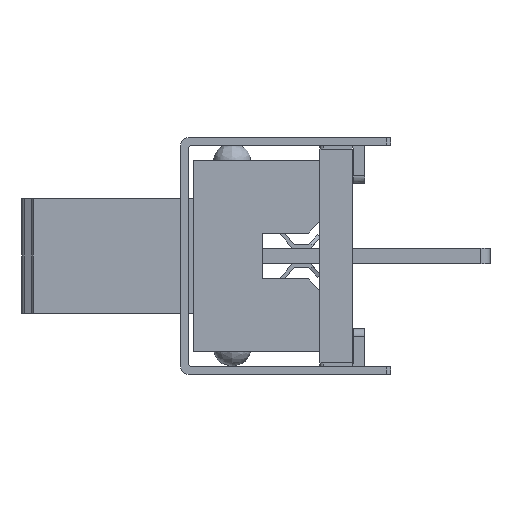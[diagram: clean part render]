
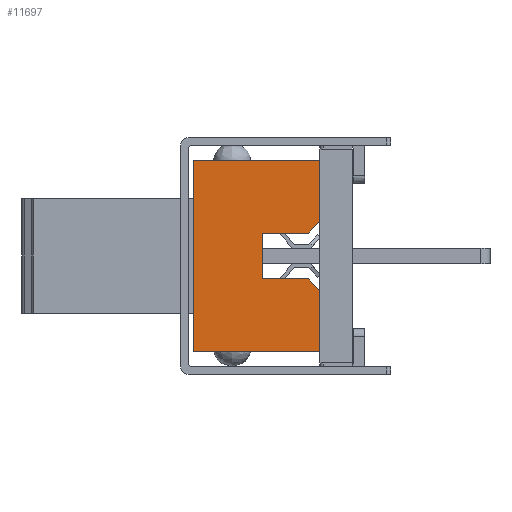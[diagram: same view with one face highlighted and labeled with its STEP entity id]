
A CAD part, left-side view. The second image highlights one B-rep face of the part: STEP entity #11697.
In plain terms, the highlighted planar face has unit normal (-1, 0, 0).
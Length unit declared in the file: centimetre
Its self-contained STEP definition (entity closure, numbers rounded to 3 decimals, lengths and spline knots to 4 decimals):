
#2134 = LINE ( 'NONE', #2135, #13284 ) ;
#2135 = CARTESIAN_POINT ( 'NONE',  ( -0.515, 0.085, 0. ) ) ;
#2136 = DIRECTION ( 'NONE',  ( 0., 0., 1. ) ) ;
#2633 = LINE ( 'NONE', #2634, #13740 ) ;
#2634 = CARTESIAN_POINT ( 'NONE',  ( -0.515, 0.085, 0. ) ) ;
#2635 = DIRECTION ( 'NONE',  ( 0., 0., 1. ) ) ;
#3668 = CARTESIAN_POINT ( 'NONE',  ( -0.515, 0.415, -0.25 ) ) ;
#3705 = CARTESIAN_POINT ( 'NONE',  ( -0.515, 0.235, 0.06 ) ) ;
#3801 = CARTESIAN_POINT ( 'NONE',  ( -0.515, 0.085, 0.09 ) ) ;
#3845 = CARTESIAN_POINT ( 'NONE',  ( -0.515, 0.115, 0.06 ) ) ;
#3924 = CARTESIAN_POINT ( 'NONE',  ( -0.515, 0.235, -0.06 ) ) ;
#3925 = CARTESIAN_POINT ( 'NONE',  ( -0.515, 0.115, -0.06 ) ) ;
#3966 = CARTESIAN_POINT ( 'NONE',  ( -0.515, 0.085, 0.25 ) ) ;
#3973 = CARTESIAN_POINT ( 'NONE',  ( -0.515, 0.415, 0.25 ) ) ;
#4547 = CARTESIAN_POINT ( 'NONE',  ( -0.515, 0.085, -0.09 ) ) ;
#4561 = CARTESIAN_POINT ( 'NONE',  ( -0.515, 0.085, -0.25 ) ) ;
#4704 = LINE ( 'NONE', #4705, #9312 ) ;
#4705 = CARTESIAN_POINT ( 'NONE',  ( -0.515, 0.085, 0.06 ) ) ;
#4706 = DIRECTION ( 'NONE',  ( 0., -1., 0. ) ) ;
#4728 = LINE ( 'NONE', #4729, #9320 ) ;
#4729 = CARTESIAN_POINT ( 'NONE',  ( -0.515, 0.1, -0.075 ) ) ;
#4730 = DIRECTION ( 'NONE',  ( 0., -0.707, -0.707 ) ) ;
#4767 = LINE ( 'NONE', #4768, #9348 ) ;
#4768 = CARTESIAN_POINT ( 'NONE',  ( -0.515, 0.1, 0.075 ) ) ;
#4769 = DIRECTION ( 'NONE',  ( 0., 0.707, -0.707 ) ) ;
#4833 = LINE ( 'NONE', #4834, #9371 ) ;
#4834 = CARTESIAN_POINT ( 'NONE',  ( -0.515, 0.085, 0.25 ) ) ;
#4835 = DIRECTION ( 'NONE',  ( 0., -1., 0. ) ) ;
#4842 = LINE ( 'NONE', #4843, #9374 ) ;
#4843 = CARTESIAN_POINT ( 'NONE',  ( -0.515, 0.415, 0. ) ) ;
#4844 = DIRECTION ( 'NONE',  ( 0., 0., 1. ) ) ;
#4851 = LINE ( 'NONE', #4852, #9377 ) ;
#4852 = CARTESIAN_POINT ( 'NONE',  ( -0.515, 0.085, -0.25 ) ) ;
#4853 = DIRECTION ( 'NONE',  ( 0., -1., 0. ) ) ;
#4887 = LINE ( 'NONE', #4888, #15075 ) ;
#4888 = CARTESIAN_POINT ( 'NONE',  ( -0.515, 0.085, -0.06 ) ) ;
#4889 = DIRECTION ( 'NONE',  ( 0., 1., 0. ) ) ;
#5180 = PLANE ( 'NONE',  #9905 ) ;
#5181 = CARTESIAN_POINT ( 'NONE',  ( -0.515, 0.085, 0. ) ) ;
#5182 = DIRECTION ( 'NONE',  ( -1., 0., 0. ) ) ;
#5183 = DIRECTION ( 'NONE',  ( 0., 0., 1. ) ) ;
#5993 = LINE ( 'NONE', #5994, #15064 ) ;
#5994 = CARTESIAN_POINT ( 'NONE',  ( -0.515, 0.235, 0. ) ) ;
#5995 = DIRECTION ( 'NONE',  ( 0., 0., 1. ) ) ;
#9312 = VECTOR ( 'NONE', #4706, 100. ) ;
#9320 = VECTOR ( 'NONE', #4730, 100. ) ;
#9348 = VECTOR ( 'NONE', #4769, 100. ) ;
#9371 = VECTOR ( 'NONE', #4835, 100. ) ;
#9374 = VECTOR ( 'NONE', #4844, 100. ) ;
#9377 = VECTOR ( 'NONE', #4853, 100. ) ;
#9905 = AXIS2_PLACEMENT_3D ( 'NONE', #5181, #5182, #5183 ) ;
#9911 = FACE_OUTER_BOUND ( 'NONE', #10225, .T. ) ;
#10225 = EDGE_LOOP ( 'NONE', ( #14488, #14396, #14255, #14494, #14531, #14349, #14422, #14502, #14400, #14493 ) ) ;
#11565 = EDGE_CURVE ( 'NONE', #13832, #15164, #2633, .T. ) ;
#11608 = EDGE_CURVE ( 'NONE', #13383, #13356, #2134, .T. ) ;
#11697 = ADVANCED_FACE ( 'NONE', ( #9911 ), #5180, .T. ) ;
#12557 = EDGE_CURVE ( 'NONE', #15122, #13482, #5993, .T. ) ;
#12568 = EDGE_CURVE ( 'NONE', #15123, #15122, #4887, .T. ) ;
#12660 = EDGE_CURVE ( 'NONE', #13482, #13876, #4704, .T. ) ;
#12668 = EDGE_CURVE ( 'NONE', #15123, #13356, #4728, .T. ) ;
#12681 = EDGE_CURVE ( 'NONE', #13832, #13876, #4767, .T. ) ;
#12703 = EDGE_CURVE ( 'NONE', #15171, #15164, #4833, .T. ) ;
#12706 = EDGE_CURVE ( 'NONE', #13418, #15171, #4842, .T. ) ;
#12709 = EDGE_CURVE ( 'NONE', #13418, #13383, #4851, .T. ) ;
#13284 = VECTOR ( 'NONE', #2136, 100. ) ;
#13356 = VERTEX_POINT ( 'NONE', #4547 ) ;
#13383 = VERTEX_POINT ( 'NONE', #4561 ) ;
#13418 = VERTEX_POINT ( 'NONE', #3668 ) ;
#13482 = VERTEX_POINT ( 'NONE', #3705 ) ;
#13740 = VECTOR ( 'NONE', #2635, 100. ) ;
#13832 = VERTEX_POINT ( 'NONE', #3801 ) ;
#13876 = VERTEX_POINT ( 'NONE', #3845 ) ;
#14255 = ORIENTED_EDGE ( 'NONE', *, *, #12681, .F. ) ;
#14349 = ORIENTED_EDGE ( 'NONE', *, *, #12706, .F. ) ;
#14396 = ORIENTED_EDGE ( 'NONE', *, *, #12660, .T. ) ;
#14400 = ORIENTED_EDGE ( 'NONE', *, *, #12668, .F. ) ;
#14422 = ORIENTED_EDGE ( 'NONE', *, *, #12709, .T. ) ;
#14488 = ORIENTED_EDGE ( 'NONE', *, *, #12557, .T. ) ;
#14493 = ORIENTED_EDGE ( 'NONE', *, *, #12568, .T. ) ;
#14494 = ORIENTED_EDGE ( 'NONE', *, *, #11565, .T. ) ;
#14502 = ORIENTED_EDGE ( 'NONE', *, *, #11608, .T. ) ;
#14531 = ORIENTED_EDGE ( 'NONE', *, *, #12703, .F. ) ;
#15064 = VECTOR ( 'NONE', #5995, 100. ) ;
#15075 = VECTOR ( 'NONE', #4889, 100. ) ;
#15122 = VERTEX_POINT ( 'NONE', #3924 ) ;
#15123 = VERTEX_POINT ( 'NONE', #3925 ) ;
#15164 = VERTEX_POINT ( 'NONE', #3966 ) ;
#15171 = VERTEX_POINT ( 'NONE', #3973 ) ;
